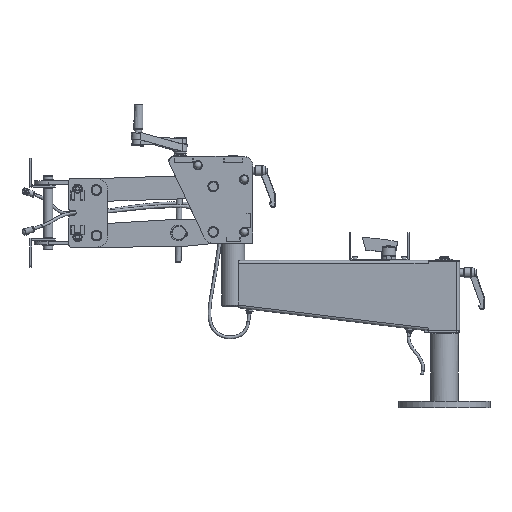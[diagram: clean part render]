
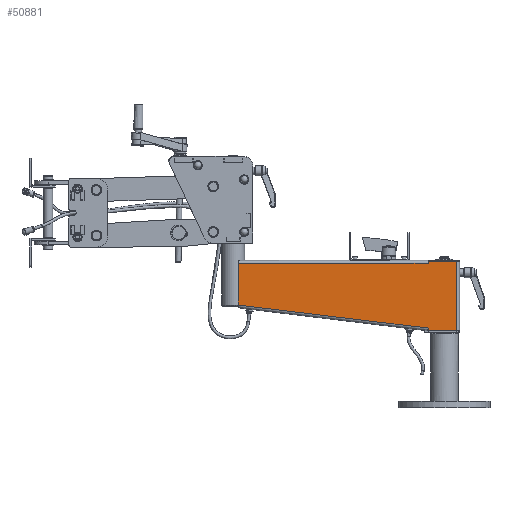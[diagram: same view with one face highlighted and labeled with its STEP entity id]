
A CAD part, front view. The second image highlights one B-rep face of the part: STEP entity #50881.
In plain terms, the highlighted planar face has unit normal (-0.03, -1, 0).
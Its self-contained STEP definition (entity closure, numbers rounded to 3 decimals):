
#49919=CARTESIAN_POINT('',(-35.418,-38.183,314.49));
#49920=VERTEX_POINT('',#49919);
#49927=CARTESIAN_POINT('',(-35.418,-38.183,317.5));
#49928=VERTEX_POINT('',#49927);
#49929=CARTESIAN_POINT('',(-35.418,-38.183,317.5));
#49930=DIRECTION('',(0.0,0.0,-1.0));
#49931=VECTOR('',#49930,3.01);
#49932=LINE('',#49929,#49931);
#49933=EDGE_CURVE('',#49928,#49920,#49932,.T.);
#49950=CARTESIAN_POINT('',(-35.428,-38.183,314.49));
#49951=VERTEX_POINT('',#49950);
#49958=CARTESIAN_POINT('',(-35.418,-38.183,314.49));
#49959=DIRECTION('',(-1.,0.03,0.0));
#49960=VECTOR('',#49959,0.01);
#49961=LINE('',#49958,#49960);
#49962=EDGE_CURVE('',#49920,#49951,#49961,.T.);
#49990=CARTESIAN_POINT('',(-447.739,-25.688,314.5));
#49991=VERTEX_POINT('',#49990);
#49999=CARTESIAN_POINT('',(-35.428,-38.183,314.5));
#50000=VERTEX_POINT('',#49999);
#50001=CARTESIAN_POINT('',(-35.428,-38.183,314.5));
#50002=DIRECTION('',(-1.,0.03,0.));
#50003=VECTOR('',#50002,412.5);
#50004=LINE('',#50001,#50003);
#50005=EDGE_CURVE('',#50000,#49991,#50004,.T.);
#50070=CARTESIAN_POINT('',(-35.911,-38.168,167.619));
#50071=VERTEX_POINT('',#50070);
#50079=CARTESIAN_POINT('',(-34.928,-38.198,167.5));
#50080=VERTEX_POINT('',#50079);
#50087=CARTESIAN_POINT('',(-34.928,-38.198,167.5));
#50088=DIRECTION('',(-0.992,0.03,0.12));
#50089=VECTOR('',#50088,0.99);
#50090=LINE('',#50087,#50089);
#50091=EDGE_CURVE('',#50080,#50071,#50090,.T.);
#50102=CARTESIAN_POINT('',(-35.189,-38.19,173.585));
#50103=VERTEX_POINT('',#50102);
#50110=CARTESIAN_POINT('',(-35.199,-38.19,173.587));
#50111=VERTEX_POINT('',#50110);
#50112=CARTESIAN_POINT('',(-35.199,-38.19,173.587));
#50113=DIRECTION('',(0.992,-0.03,-0.12));
#50114=VECTOR('',#50113,0.01);
#50115=LINE('',#50112,#50114);
#50116=EDGE_CURVE('',#50111,#50103,#50115,.T.);
#50134=CARTESIAN_POINT('',(-35.189,-38.19,173.585));
#50135=DIRECTION('',(-0.12,0.004,-0.993));
#50136=VECTOR('',#50135,6.01);
#50137=LINE('',#50134,#50136);
#50138=EDGE_CURVE('',#50103,#50071,#50137,.T.);
#50190=CARTESIAN_POINT('',(-447.739,-25.688,223.544));
#50191=VERTEX_POINT('',#50190);
#50212=CARTESIAN_POINT('',(-35.2,-38.189,173.577));
#50213=VERTEX_POINT('',#50212);
#50221=CARTESIAN_POINT('',(-447.739,-25.688,223.544));
#50222=DIRECTION('',(0.992,-0.03,-0.12));
#50223=VECTOR('',#50222,415.742);
#50224=LINE('',#50221,#50223);
#50225=EDGE_CURVE('',#50191,#50213,#50224,.T.);
#50728=CARTESIAN_POINT('',(-447.739,-25.688,223.544));
#50729=DIRECTION('',(0.0,0.0,1.0));
#50730=VECTOR('',#50729,90.956);
#50731=LINE('',#50728,#50730);
#50732=EDGE_CURVE('',#50191,#49991,#50731,.T.);
#50832=CARTESIAN_POINT('',(-199.05,-33.224,252.983));
#50833=DIRECTION('',(-0.03,-1.,0.));
#50834=DIRECTION('',(1.,-0.03,0.));
#50835=AXIS2_PLACEMENT_3D('',#50832,#50833,#50834);
#50836=PLANE('',#50835);
#50837=CARTESIAN_POINT('',(26.937,-40.072,167.5));
#50838=VERTEX_POINT('',#50837);
#50839=CARTESIAN_POINT('',(26.937,-40.072,317.5));
#50840=VERTEX_POINT('',#50839);
#50841=CARTESIAN_POINT('',(26.937,-40.072,167.5));
#50842=DIRECTION('',(0.0,0.0,1.0));
#50843=VECTOR('',#50842,150.);
#50844=LINE('',#50841,#50843);
#50845=EDGE_CURVE('',#50838,#50840,#50844,.T.);
#50846=ORIENTED_EDGE('',*,*,#50845,.T.);
#50847=CARTESIAN_POINT('',(-35.418,-38.183,317.5));
#50848=DIRECTION('',(1.,-0.03,0.));
#50849=VECTOR('',#50848,62.383);
#50850=LINE('',#50847,#50849);
#50851=EDGE_CURVE('',#49928,#50840,#50850,.T.);
#50852=ORIENTED_EDGE('',*,*,#50851,.F.);
#50853=ORIENTED_EDGE('',*,*,#49933,.T.);
#50854=ORIENTED_EDGE('',*,*,#49962,.T.);
#50855=CARTESIAN_POINT('',(-35.428,-38.183,314.49));
#50856=DIRECTION('',(0.0,0.0,1.0));
#50857=VECTOR('',#50856,0.01);
#50858=LINE('',#50855,#50857);
#50859=EDGE_CURVE('',#49951,#50000,#50858,.T.);
#50860=ORIENTED_EDGE('',*,*,#50859,.T.);
#50861=ORIENTED_EDGE('',*,*,#50005,.T.);
#50862=ORIENTED_EDGE('',*,*,#50732,.F.);
#50863=ORIENTED_EDGE('',*,*,#50225,.T.);
#50864=CARTESIAN_POINT('',(-35.2,-38.189,173.577));
#50865=DIRECTION('',(0.12,-0.004,0.993));
#50866=VECTOR('',#50865,0.01);
#50867=LINE('',#50864,#50866);
#50868=EDGE_CURVE('',#50213,#50111,#50867,.T.);
#50869=ORIENTED_EDGE('',*,*,#50868,.T.);
#50870=ORIENTED_EDGE('',*,*,#50116,.T.);
#50871=ORIENTED_EDGE('',*,*,#50138,.T.);
#50872=ORIENTED_EDGE('',*,*,#50091,.F.);
#50873=CARTESIAN_POINT('',(26.937,-40.072,167.5));
#50874=DIRECTION('',(-1.,0.03,0.));
#50875=VECTOR('',#50874,61.893);
#50876=LINE('',#50873,#50875);
#50877=EDGE_CURVE('',#50838,#50080,#50876,.T.);
#50878=ORIENTED_EDGE('',*,*,#50877,.F.);
#50879=EDGE_LOOP('',(#50846,#50852,#50853,#50854,#50860,#50861,#50862,#50863,#50869,#50870,#50871,#50872,#50878));
#50880=FACE_OUTER_BOUND('',#50879,.T.);
#50881=ADVANCED_FACE('',(#50880),#50836,.T.);
